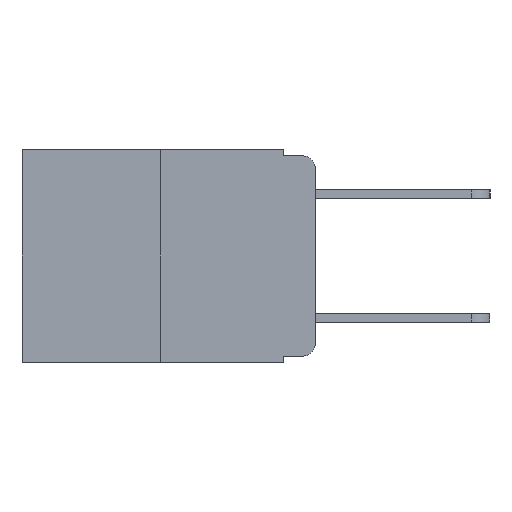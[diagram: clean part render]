
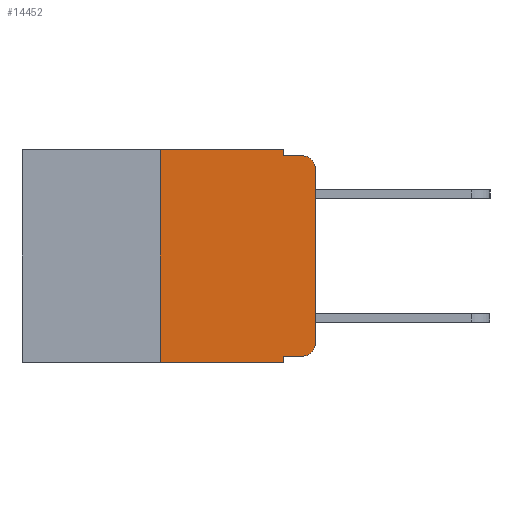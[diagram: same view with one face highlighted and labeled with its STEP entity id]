
A CAD part, left-side view. The second image highlights one B-rep face of the part: STEP entity #14452.
In plain terms, the highlighted planar face has unit normal (-1, 0, 0).
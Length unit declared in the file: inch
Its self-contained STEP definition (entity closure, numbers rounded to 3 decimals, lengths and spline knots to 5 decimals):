
#253 = VECTOR ( 'NONE', #14110, 39.37008 ) ;
#383 = ORIENTED_EDGE ( 'NONE', *, *, #10655, .F. ) ;
#463 = CARTESIAN_POINT ( 'NONE',  ( 0., 0., -0.313 ) ) ;
#464 = VERTEX_POINT ( 'NONE', #14922 ) ;
#641 = ORIENTED_EDGE ( 'NONE', *, *, #8992, .F. ) ;
#801 = CARTESIAN_POINT ( 'NONE',  ( 0., 0.02, -0.01 ) ) ;
#1052 = ORIENTED_EDGE ( 'NONE', *, *, #9122, .F. ) ;
#1350 = CARTESIAN_POINT ( 'NONE',  ( 0., 0.051, -0.01 ) ) ;
#1736 = AXIS2_PLACEMENT_3D ( 'NONE', #14199, #7602, #15225 ) ;
#2007 = VERTEX_POINT ( 'NONE', #6380 ) ;
#2070 = VERTEX_POINT ( 'NONE', #12997 ) ;
#2288 = AXIS2_PLACEMENT_3D ( 'NONE', #2425, #10942, #3828 ) ;
#2400 = CARTESIAN_POINT ( 'NONE',  ( 0., 0.051, 0. ) ) ;
#2425 = CARTESIAN_POINT ( 'NONE',  ( 0., 0.02, -0.03 ) ) ;
#2461 = CARTESIAN_POINT ( 'NONE',  ( 0., 0.051, -0.333 ) ) ;
#2567 = LINE ( 'NONE', #11835, #8817 ) ;
#3081 = DIRECTION ( 'NONE',  ( 0., -1., 0. ) ) ;
#3213 = VECTOR ( 'NONE', #3081, 39.37008 ) ;
#3226 = CIRCLE ( 'NONE', #1736, 0.02 ) ;
#3304 = VERTEX_POINT ( 'NONE', #8809 ) ;
#3385 = DIRECTION ( 'NONE',  ( 0., 0., -1. ) ) ;
#3453 = VECTOR ( 'NONE', #12815, 39.37008 ) ;
#3471 = VERTEX_POINT ( 'NONE', #1350 ) ;
#3636 = VECTOR ( 'NONE', #13110, 39.37008 ) ;
#3700 = CARTESIAN_POINT ( 'NONE',  ( 0., 0.473, -0.343 ) ) ;
#3828 = DIRECTION ( 'NONE',  ( 0., 0., -1. ) ) ;
#3864 = CARTESIAN_POINT ( 'NONE',  ( 0., 0.051, 0. ) ) ;
#3920 = DIRECTION ( 'NONE',  ( 0., -1., 0. ) ) ;
#4206 = ORIENTED_EDGE ( 'NONE', *, *, #8562, .T. ) ;
#4386 = ORIENTED_EDGE ( 'NONE', *, *, #9038, .T. ) ;
#4963 = DIRECTION ( 'NONE',  ( 0., -1., 0. ) ) ;
#5109 = DIRECTION ( 'NONE',  ( 0., 0., 1. ) ) ;
#5189 = EDGE_LOOP ( 'NONE', ( #4386, #4206, #641, #1052, #383, #5851, #5877, #6269, #10074, #12198 ) ) ;
#5215 = CIRCLE ( 'NONE', #2288, 0.02 ) ;
#5851 = ORIENTED_EDGE ( 'NONE', *, *, #9139, .F. ) ;
#5877 = ORIENTED_EDGE ( 'NONE', *, *, #8542, .T. ) ;
#5971 = LINE ( 'NONE', #3700, #11766 ) ;
#6269 = ORIENTED_EDGE ( 'NONE', *, *, #9144, .F. ) ;
#6380 = CARTESIAN_POINT ( 'NONE',  ( 0., 0.25, 0. ) ) ;
#6854 = CARTESIAN_POINT ( 'NONE',  ( 0., 0.473, 0. ) ) ;
#6855 = VERTEX_POINT ( 'NONE', #9450 ) ;
#6932 = LINE ( 'NONE', #3864, #3636 ) ;
#7602 = DIRECTION ( 'NONE',  ( -1., 0., 0. ) ) ;
#7743 = CARTESIAN_POINT ( 'NONE',  ( 0., 0.051, -0.333 ) ) ;
#8287 = PLANE ( 'NONE',  #12000 ) ;
#8318 = FACE_OUTER_BOUND ( 'NONE', #5189, .T. ) ;
#8542 = EDGE_CURVE ( 'NONE', #6855, #464, #5971, .T. ) ;
#8562 = EDGE_CURVE ( 'NONE', #2070, #12607, #5215, .T. ) ;
#8809 = CARTESIAN_POINT ( 'NONE',  ( 0., 0.051, 0. ) ) ;
#8817 = VECTOR ( 'NONE', #9632, 39.37008 ) ;
#8992 = EDGE_CURVE ( 'NONE', #3471, #12607, #12776, .T. ) ;
#9038 = EDGE_CURVE ( 'NONE', #11966, #2070, #2567, .T. ) ;
#9122 = EDGE_CURVE ( 'NONE', #3304, #3471, #10733, .T. ) ;
#9139 = EDGE_CURVE ( 'NONE', #6855, #2007, #12930, .T. ) ;
#9144 = EDGE_CURVE ( 'NONE', #11626, #464, #6932, .T. ) ;
#9189 = EDGE_CURVE ( 'NONE', #11626, #14704, #15012, .T. ) ;
#9210 = EDGE_CURVE ( 'NONE', #14704, #11966, #3226, .T. ) ;
#9427 = CARTESIAN_POINT ( 'NONE',  ( 0., 0.473, 0. ) ) ;
#9450 = CARTESIAN_POINT ( 'NONE',  ( 0., 0.25, -0.343 ) ) ;
#9632 = DIRECTION ( 'NONE',  ( 0., 0., 1. ) ) ;
#9817 = CARTESIAN_POINT ( 'NONE',  ( 0., 0.25, 0. ) ) ;
#10074 = ORIENTED_EDGE ( 'NONE', *, *, #9189, .T. ) ;
#10565 = DIRECTION ( 'NONE',  ( 1., 0., 0. ) ) ;
#10655 = EDGE_CURVE ( 'NONE', #2007, #3304, #15317, .T. ) ;
#10733 = LINE ( 'NONE', #2400, #253 ) ;
#10942 = DIRECTION ( 'NONE',  ( -1., 0., 0. ) ) ;
#11626 = VERTEX_POINT ( 'NONE', #7743 ) ;
#11735 = CARTESIAN_POINT ( 'NONE',  ( 0., 0.051, -0.01 ) ) ;
#11766 = VECTOR ( 'NONE', #4963, 39.37008 ) ;
#11835 = CARTESIAN_POINT ( 'NONE',  ( 0., 0., 0. ) ) ;
#11966 = VERTEX_POINT ( 'NONE', #463 ) ;
#12000 = AXIS2_PLACEMENT_3D ( 'NONE', #9427, #10565, #3385 ) ;
#12014 = CARTESIAN_POINT ( 'NONE',  ( 0., 0.02, -0.333 ) ) ;
#12198 = ORIENTED_EDGE ( 'NONE', *, *, #9210, .T. ) ;
#12278 = VECTOR ( 'NONE', #3920, 39.37008 ) ;
#12607 = VERTEX_POINT ( 'NONE', #801 ) ;
#12776 = LINE ( 'NONE', #11735, #3453 ) ;
#12815 = DIRECTION ( 'NONE',  ( 0., -1., 0. ) ) ;
#12930 = LINE ( 'NONE', #9817, #15329 ) ;
#12997 = CARTESIAN_POINT ( 'NONE',  ( 0., 0., -0.03 ) ) ;
#13110 = DIRECTION ( 'NONE',  ( 0., 0., -1. ) ) ;
#14110 = DIRECTION ( 'NONE',  ( 0., 0., -1. ) ) ;
#14199 = CARTESIAN_POINT ( 'NONE',  ( 0., 0.02, -0.313 ) ) ;
#14452 = ADVANCED_FACE ( 'NONE', ( #8318 ), #8287, .F. ) ;
#14704 = VERTEX_POINT ( 'NONE', #12014 ) ;
#14922 = CARTESIAN_POINT ( 'NONE',  ( 0., 0.051, -0.343 ) ) ;
#15012 = LINE ( 'NONE', #2461, #12278 ) ;
#15225 = DIRECTION ( 'NONE',  ( 0., 0., -1. ) ) ;
#15317 = LINE ( 'NONE', #6854, #3213 ) ;
#15329 = VECTOR ( 'NONE', #5109, 39.37008 ) ;
